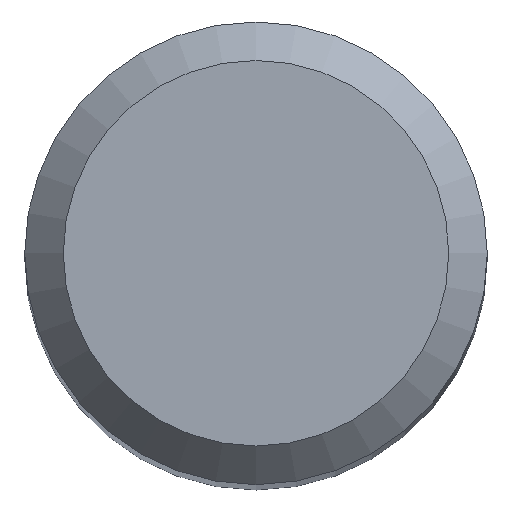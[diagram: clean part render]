
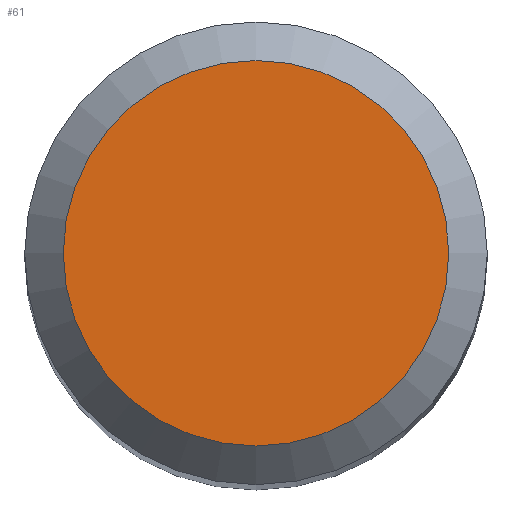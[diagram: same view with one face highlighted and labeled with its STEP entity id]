
A CAD part, top view. The second image highlights one B-rep face of the part: STEP entity #61.
In plain terms, the highlighted planar face has unit normal (0, 0, 1).
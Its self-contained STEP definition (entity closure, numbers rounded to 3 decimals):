
#54=PLANE('',#195);
#57=FACE_OUTER_BOUND('',#90,.T.);
#61=ADVANCED_FACE('',(#57),#54,.T.);
#90=EDGE_LOOP('',(#106));
#106=ORIENTED_EDGE('',*,*,#129,.F.);
#120=VERTEX_POINT('',#279);
#129=EDGE_CURVE('',#120,#120,#137,.T.);
#137=CIRCLE('',#192,2.5);
#192=AXIS2_PLACEMENT_3D('',#278,#218,#219);
#195=AXIS2_PLACEMENT_3D('',#283,#224,#225);
#218=DIRECTION('',(0.,0.,-1.));
#219=DIRECTION('',(-1.,0.,0.));
#224=DIRECTION('',(0.,0.,1.));
#225=DIRECTION('',(1.,0.,0.));
#278=CARTESIAN_POINT('',(0.,0.,36.));
#279=CARTESIAN_POINT('',(-2.5,0.,36.));
#283=CARTESIAN_POINT('',(2.5,0.,36.));
